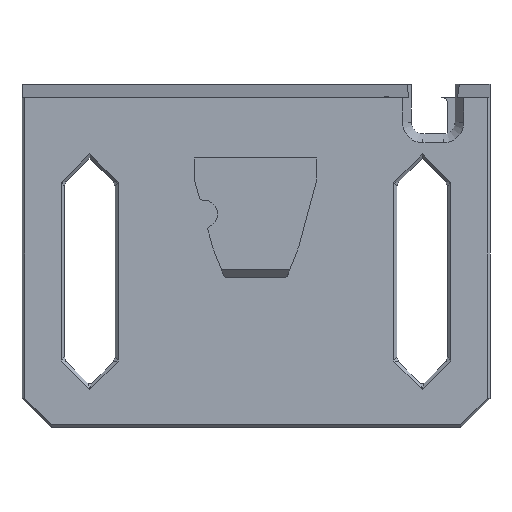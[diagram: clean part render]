
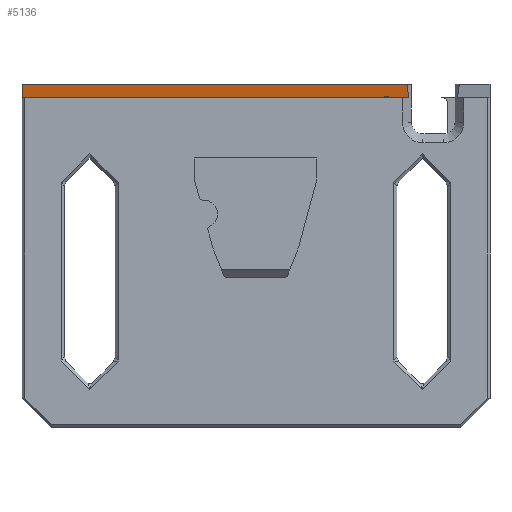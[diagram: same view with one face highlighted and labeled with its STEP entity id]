
A CAD part, front view. The second image highlights one B-rep face of the part: STEP entity #5136.
In plain terms, the highlighted planar face has unit normal (0, -0.982, -0.189).
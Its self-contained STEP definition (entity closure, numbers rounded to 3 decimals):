
#683=FACE_OUTER_BOUND('',#1002,.T.);
#1002=EDGE_LOOP('',(#4615,#4616,#4617,#4618,#4619));
#1053=LINE('',#7091,#1557);
#1074=LINE('',#7134,#1578);
#1242=LINE('',#7547,#1746);
#1349=LINE('',#8683,#1853);
#1497=LINE('',#9905,#2001);
#1557=VECTOR('',#5696,10.);
#1578=VECTOR('',#5725,10.);
#1746=VECTOR('',#6059,10.);
#1853=VECTOR('',#6450,10.);
#2001=VECTOR('',#6906,10.);
#2051=VERTEX_POINT('',#7089);
#2052=VERTEX_POINT('',#7090);
#2070=VERTEX_POINT('',#7132);
#2187=VERTEX_POINT('',#7544);
#2188=VERTEX_POINT('',#7546);
#2504=EDGE_CURVE('',#2051,#2052,#1053,.T.);
#2526=EDGE_CURVE('',#2070,#2052,#1074,.T.);
#2713=EDGE_CURVE('',#2188,#2187,#1242,.T.);
#2918=EDGE_CURVE('',#2070,#2188,#1349,.T.);
#3171=EDGE_CURVE('',#2187,#2051,#1497,.T.);
#4615=ORIENTED_EDGE('',*,*,#2504,.T.);
#4616=ORIENTED_EDGE('',*,*,#2526,.F.);
#4617=ORIENTED_EDGE('',*,*,#2918,.T.);
#4618=ORIENTED_EDGE('',*,*,#2713,.T.);
#4619=ORIENTED_EDGE('',*,*,#3171,.T.);
#4835=PLANE('',#5590);
#5136=ADVANCED_FACE('',(#683),#4835,.T.);
#5590=AXIS2_PLACEMENT_3D('',#9936,#6954,#6955);
#5696=DIRECTION('',(0.,-0.189,0.982));
#5725=DIRECTION('',(1.,0.,0.));
#6059=DIRECTION('',(1.,0.,0.));
#6450=DIRECTION('',(0.,0.189,-0.982));
#6906=DIRECTION('',(-0.14,-0.187,0.972));
#6954=DIRECTION('center_axis',(0.,-0.982,-0.189));
#6955=DIRECTION('ref_axis',(0.,-0.189,0.982));
#7089=CARTESIAN_POINT('',(161.11,-10.854,164.271));
#7090=CARTESIAN_POINT('',(161.11,-10.95,164.771));
#7091=CARTESIAN_POINT('',(161.11,-10.083,160.263));
#7132=CARTESIAN_POINT('',(-103.15,-10.95,164.771));
#7134=CARTESIAN_POINT('',(-103.15,-10.95,164.771));
#7544=CARTESIAN_POINT('',(162.335,-9.22,155.771));
#7546=CARTESIAN_POINT('',(-103.15,-9.22,155.771));
#7547=CARTESIAN_POINT('',(-103.15,-9.22,155.771));
#8683=CARTESIAN_POINT('',(-103.15,-11.744,168.9));
#9905=CARTESIAN_POINT('',(162.88,-8.493,151.992));
#9936=CARTESIAN_POINT('Origin',(-103.15,-9.22,155.771));
